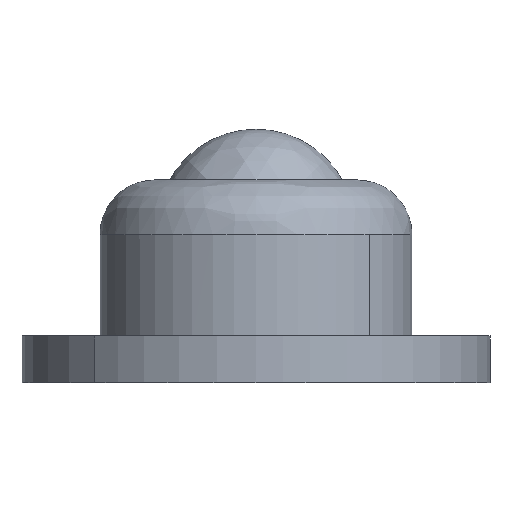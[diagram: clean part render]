
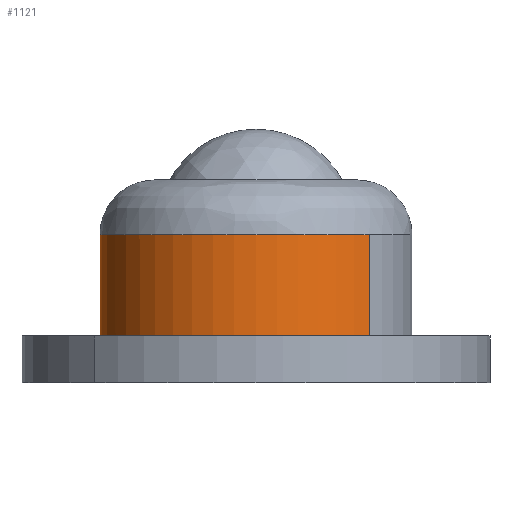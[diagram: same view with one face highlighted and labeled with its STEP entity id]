
A CAD part, front view. The second image highlights one B-rep face of the part: STEP entity #1121.
In plain terms, the highlighted free-form (B-spline) face has degree [2, 1] with [5, 2] control points.
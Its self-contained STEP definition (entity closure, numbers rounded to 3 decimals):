
#803=CARTESIAN_POINT('',(-40.,0.,38.));
#804=VERTEX_POINT('',#803);
#860=CARTESIAN_POINT('',(-29.015,27.534,38.));
#861=VERTEX_POINT('',#860);
#874=CARTESIAN_POINT('',(-40.,0.,38.));
#875=CARTESIAN_POINT('',(-40.,1.74,38.));
#876=CARTESIAN_POINT('',(-39.747,5.615,38.));
#877=CARTESIAN_POINT('',(-38.619,10.891,38.));
#878=CARTESIAN_POINT('',(-36.734,16.105,38.));
#879=CARTESIAN_POINT('',(-33.872,21.677,38.));
#880=CARTESIAN_POINT('',(-30.975,25.469,38.));
#881=CARTESIAN_POINT('',(-29.015,27.534,38.));
#882=B_SPLINE_CURVE_WITH_KNOTS('',3,(#874,#875,#876,#877,#878,#879,#880,#881),.UNSPECIFIED.,.F.,.U.,(4,1,1,1,1,4),(0.,5.22,11.626,16.133,21.828,30.369),.UNSPECIFIED.);
#883=EDGE_CURVE('',#804,#861,#882,.T.);
#918=CARTESIAN_POINT('',(0.,-40.,38.));
#919=VERTEX_POINT('',#918);
#920=CARTESIAN_POINT('',(0.,-40.,38.));
#921=CARTESIAN_POINT('',(-1.554,-40.,38.));
#922=CARTESIAN_POINT('',(-5.236,-39.785,38.));
#923=CARTESIAN_POINT('',(-10.468,-38.745,38.));
#924=CARTESIAN_POINT('',(-15.341,-37.035,38.));
#925=CARTESIAN_POINT('',(-19.691,-34.928,38.));
#926=CARTESIAN_POINT('',(-23.348,-32.58,38.));
#927=CARTESIAN_POINT('',(-26.911,-29.693,38.));
#928=CARTESIAN_POINT('',(-29.983,-26.621,38.));
#929=CARTESIAN_POINT('',(-33.273,-22.432,38.));
#930=CARTESIAN_POINT('',(-36.001,-17.752,38.));
#931=CARTESIAN_POINT('',(-38.27,-12.126,38.));
#932=CARTESIAN_POINT('',(-39.673,-6.3,38.));
#933=CARTESIAN_POINT('',(-40.,-2.045,38.));
#934=CARTESIAN_POINT('',(-40.,0.,38.));
#935=B_SPLINE_CURVE_WITH_KNOTS('',3,(#920,#921,#922,#923,#924,#925,#926,#927,#928,#929,#930,#931,#932,#933,#934),.UNSPECIFIED.,.F.,.U.,(4,1,1,1,1,1,1,1,1,1,1,1,4),(0.,4.663,11.045,15.953,20.126,25.525,28.962,33.87,38.534,44.915,50.069,56.696,62.832),.UNSPECIFIED.);
#936=EDGE_CURVE('',#919,#804,#935,.T.);
#938=CARTESIAN_POINT('',(29.015,-27.534,38.));
#939=VERTEX_POINT('',#938);
#940=CARTESIAN_POINT('',(29.015,-27.534,38.));
#941=CARTESIAN_POINT('',(27.793,-28.822,38.));
#942=CARTESIAN_POINT('',(25.426,-31.005,38.));
#943=CARTESIAN_POINT('',(21.305,-33.975,38.));
#944=CARTESIAN_POINT('',(17.291,-36.173,38.));
#945=CARTESIAN_POINT('',(12.739,-38.01,38.));
#946=CARTESIAN_POINT('',(7.186,-39.544,38.));
#947=CARTESIAN_POINT('',(2.705,-40.,38.));
#948=CARTESIAN_POINT('',(0.,-40.,38.));
#949=B_SPLINE_CURVE_WITH_KNOTS('',3,(#940,#941,#942,#943,#944,#945,#946,#947,#948),.UNSPECIFIED.,.F.,.U.,(4,1,1,1,1,1,4),(0.,5.326,9.638,15.217,19.021,24.347,32.463),.UNSPECIFIED.);
#950=EDGE_CURVE('',#939,#919,#949,.T.);
#987=CARTESIAN_POINT('',(-29.015,27.534,12.));
#988=VERTEX_POINT('',#987);
#1002=CARTESIAN_POINT('',(-29.015,27.534,38.));
#1003=CARTESIAN_POINT('',(-29.015,27.534,12.));
#1004=QUASI_UNIFORM_CURVE('',1,(#1002,#1003),.UNSPECIFIED.,.F.,.U.);
#1005=EDGE_CURVE('',#861,#988,#1004,.T.);
#1010=CARTESIAN_POINT('',(29.015,-27.534,12.));
#1011=VERTEX_POINT('',#1010);
#1012=CARTESIAN_POINT('',(29.015,-27.534,38.));
#1013=CARTESIAN_POINT('',(29.015,-27.534,12.));
#1014=QUASI_UNIFORM_CURVE('',1,(#1012,#1013),.UNSPECIFIED.,.F.,.U.);
#1015=EDGE_CURVE('',#939,#1011,#1014,.T.);
#1051=CARTESIAN_POINT('',(29.015,-27.534,38.65));
#1052=CARTESIAN_POINT('',(1.481,-56.549,38.65));
#1053=CARTESIAN_POINT('',(-27.534,-29.015,38.65));
#1054=CARTESIAN_POINT('',(-56.549,-1.481,38.65));
#1055=CARTESIAN_POINT('',(-29.015,27.534,38.65));
#1056=CARTESIAN_POINT('',(29.015,-27.534,11.334));
#1057=CARTESIAN_POINT('',(1.481,-56.549,11.334));
#1058=CARTESIAN_POINT('',(-27.534,-29.015,11.334));
#1059=CARTESIAN_POINT('',(-56.549,-1.481,11.334));
#1060=CARTESIAN_POINT('',(-29.015,27.534,11.334));
#1068=(BOUNDED_SURFACE()B_SPLINE_SURFACE(2,1,((#1051,#1056),(#1052,#1057),(#1053,#1058),(#1054,#1059),(#1055,#1060)),.UNSPECIFIED.,.F.,.F.,.U.)B_SPLINE_SURFACE_WITH_KNOTS((3,2,3),(2,2),(0.0,66.274,132.548),(0.0,27.316),.UNSPECIFIED.)GEOMETRIC_REPRESENTATION_ITEM()RATIONAL_B_SPLINE_SURFACE(((1.0,1.0),(0.707,0.707),(1.0,1.0),(0.707,0.707),(1.0,1.0)))REPRESENTATION_ITEM('')SURFACE());
#1069=CARTESIAN_POINT('',(-40.0,0.0,12.0));
#1070=VERTEX_POINT('',#1069);
#1071=CARTESIAN_POINT('',(-40.0,0.0,12.0));
#1072=CARTESIAN_POINT('',(-40.,2.135,12.));
#1073=CARTESIAN_POINT('',(-39.664,6.327,12.));
#1074=CARTESIAN_POINT('',(-38.303,11.955,12.));
#1075=CARTESIAN_POINT('',(-36.567,16.38,12.));
#1076=CARTESIAN_POINT('',(-34.578,20.253,12.));
#1077=CARTESIAN_POINT('',(-32.196,23.902,12.));
#1078=CARTESIAN_POINT('',(-30.104,26.387,12.));
#1079=CARTESIAN_POINT('',(-29.015,27.534,12.));
#1080=B_SPLINE_CURVE_WITH_KNOTS('',3,(#1071,#1072,#1073,#1074,#1075,#1076,#1077,#1078,#1079),.UNSPECIFIED.,.F.,.U.,(4,1,1,1,1,1,4),(0.,6.406,12.575,17.32,20.641,25.624,30.369),.UNSPECIFIED.);
#1081=EDGE_CURVE('',#1070,#988,#1080,.T.);
#1082=ORIENTED_EDGE('',*,*,#1081,.F.);
#1083=CARTESIAN_POINT('',(0.,-40.,12.0));
#1084=VERTEX_POINT('',#1083);
#1085=CARTESIAN_POINT('',(0.,-40.,12.0));
#1086=CARTESIAN_POINT('',(-2.782,-40.,12.));
#1087=CARTESIAN_POINT('',(-6.463,-39.614,12.));
#1088=CARTESIAN_POINT('',(-11.628,-38.337,12.));
#1089=CARTESIAN_POINT('',(-16.192,-36.736,12.));
#1090=CARTESIAN_POINT('',(-21.06,-34.173,12.));
#1091=CARTESIAN_POINT('',(-25.632,-30.846,12.));
#1092=CARTESIAN_POINT('',(-29.216,-27.475,12.));
#1093=CARTESIAN_POINT('',(-32.451,-23.558,12.));
#1094=CARTESIAN_POINT('',(-35.052,-19.479,12.));
#1095=CARTESIAN_POINT('',(-37.521,-14.301,12.));
#1096=CARTESIAN_POINT('',(-39.476,-7.854,12.));
#1097=CARTESIAN_POINT('',(-40.,-2.7,12.));
#1098=CARTESIAN_POINT('',(-40.0,0.0,12.0));
#1099=B_SPLINE_CURVE_WITH_KNOTS('',3,(#1085,#1086,#1087,#1088,#1089,#1090,#1091,#1092,#1093,#1094,#1095,#1096,#1097,#1098),.UNSPECIFIED.,.F.,.U.,(4,1,1,1,1,1,1,1,1,1,1,4),(0.,8.345,11.045,15.953,22.826,27.489,32.889,37.552,42.706,47.369,54.733,62.832),.UNSPECIFIED.);
#1100=EDGE_CURVE('',#1084,#1070,#1099,.T.);
#1101=ORIENTED_EDGE('',*,*,#1100,.F.);
#1102=CARTESIAN_POINT('',(29.015,-27.534,12.));
#1103=CARTESIAN_POINT('',(27.793,-28.822,12.));
#1104=CARTESIAN_POINT('',(25.426,-31.005,12.));
#1105=CARTESIAN_POINT('',(21.649,-33.727,12.));
#1106=CARTESIAN_POINT('',(17.38,-36.154,12.));
#1107=CARTESIAN_POINT('',(12.511,-38.136,12.));
#1108=CARTESIAN_POINT('',(6.509,-39.631,12.));
#1109=CARTESIAN_POINT('',(2.367,-40.,12.));
#1110=CARTESIAN_POINT('',(0.,-40.,12.0));
#1111=B_SPLINE_CURVE_WITH_KNOTS('',3,(#1102,#1103,#1104,#1105,#1106,#1107,#1108,#1109,#1110),.UNSPECIFIED.,.F.,.U.,(4,1,1,1,1,1,4),(0.,5.326,9.638,13.949,20.036,25.362,32.463),.UNSPECIFIED.);
#1112=EDGE_CURVE('',#1011,#1084,#1111,.T.);
#1113=ORIENTED_EDGE('',*,*,#1112,.F.);
#1114=ORIENTED_EDGE('',*,*,#1015,.F.);
#1115=ORIENTED_EDGE('',*,*,#950,.T.);
#1116=ORIENTED_EDGE('',*,*,#936,.T.);
#1117=ORIENTED_EDGE('',*,*,#883,.T.);
#1118=ORIENTED_EDGE('',*,*,#1005,.T.);
#1119=EDGE_LOOP('',(#1082,#1101,#1113,#1114,#1115,#1116,#1117,#1118));
#1120=FACE_OUTER_BOUND('',#1119,.T.);
#1121=ADVANCED_FACE('',(#1120),#1068,.T.);
